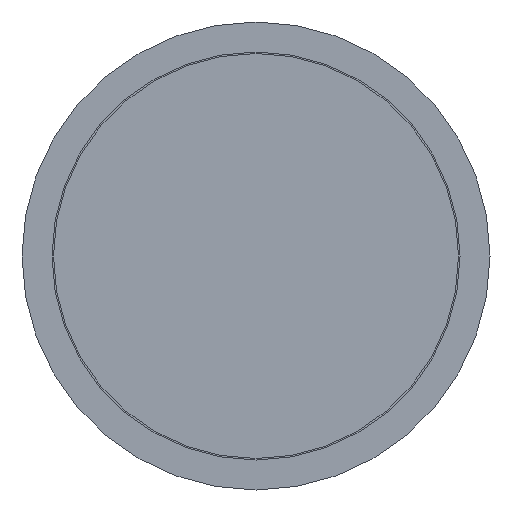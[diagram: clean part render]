
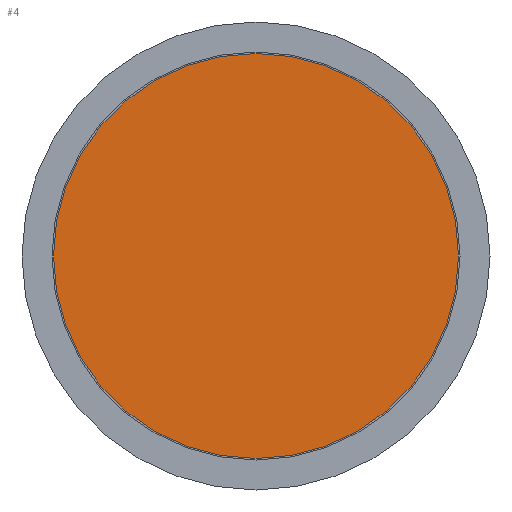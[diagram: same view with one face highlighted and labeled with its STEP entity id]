
A CAD part, front view. The second image highlights one B-rep face of the part: STEP entity #4.
In plain terms, the highlighted planar face has unit normal (0, -1, 0).
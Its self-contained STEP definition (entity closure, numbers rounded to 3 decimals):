
#4 = ADVANCED_FACE ( 'NONE', ( #970 ), #216, .F. ) ;
#74 = AXIS2_PLACEMENT_3D ( 'NONE', #826, #143, #317 ) ;
#143 = DIRECTION ( 'NONE',  ( 0., 1., 0. ) ) ;
#216 = PLANE ( 'NONE',  #74 ) ;
#279 = CIRCLE ( 'NONE', #436, 33.75 ) ;
#300 = DIRECTION ( 'NONE',  ( 0., 0., -1. ) ) ;
#317 = DIRECTION ( 'NONE',  ( 0., 0., 1. ) ) ;
#373 = CARTESIAN_POINT ( 'NONE',  ( 0., 0., 0. ) ) ;
#413 = EDGE_CURVE ( 'NONE', #443, #443, #279, .T. ) ;
#436 = AXIS2_PLACEMENT_3D ( 'NONE', #373, #675, #300 ) ;
#443 = VERTEX_POINT ( 'NONE', #888 ) ;
#456 = ORIENTED_EDGE ( 'NONE', *, *, #413, .T. ) ;
#675 = DIRECTION ( 'NONE',  ( 0., -1., 0. ) ) ;
#826 = CARTESIAN_POINT ( 'NONE',  ( -33.75, 0., 0. ) ) ;
#871 = EDGE_LOOP ( 'NONE', ( #456 ) ) ;
#888 = CARTESIAN_POINT ( 'NONE',  ( 0., 0., -33.75 ) ) ;
#970 = FACE_OUTER_BOUND ( 'NONE', #871, .T. ) ;
